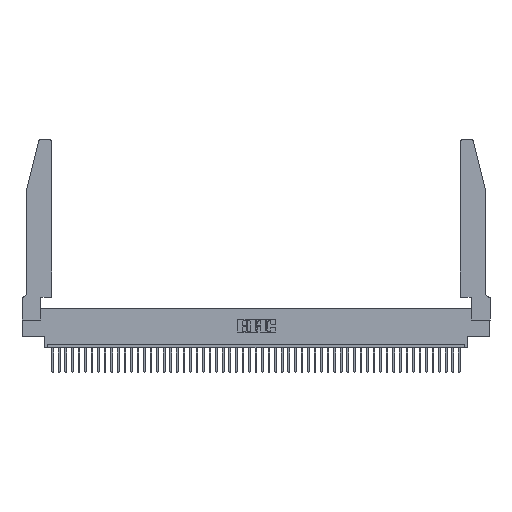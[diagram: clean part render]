
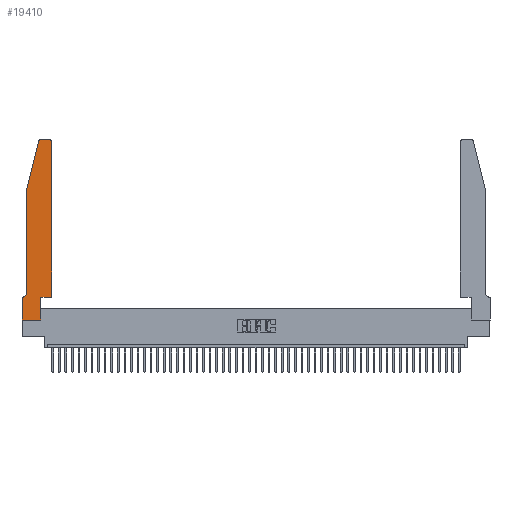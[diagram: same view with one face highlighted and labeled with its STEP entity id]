
A CAD part, top view. The second image highlights one B-rep face of the part: STEP entity #19410.
In plain terms, the highlighted planar face has unit normal (0, 0, 1).
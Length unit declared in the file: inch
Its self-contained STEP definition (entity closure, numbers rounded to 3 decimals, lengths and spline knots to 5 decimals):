
#555 = VECTOR ( 'NONE', #47744, 39.37008 ) ;
#2053 = VECTOR ( 'NONE', #29163, 39.37008 ) ;
#2185 = EDGE_CURVE ( 'NONE', #48696, #49291, #27155, .T. ) ;
#2915 = ORIENTED_EDGE ( 'NONE', *, *, #47116, .T. ) ;
#3288 = CARTESIAN_POINT ( 'NONE',  ( 0.284, 2.75, 0.37 ) ) ;
#3363 = DIRECTION ( 'NONE',  ( -1., 0., 0. ) ) ;
#3801 = VECTOR ( 'NONE', #47121, 39.37008 ) ;
#3853 = EDGE_CURVE ( 'NONE', #19703, #15722, #4276, .T. ) ;
#4276 = LINE ( 'NONE', #32540, #9051 ) ;
#4469 = ORIENTED_EDGE ( 'NONE', *, *, #36036, .T. ) ;
#5188 = CARTESIAN_POINT ( 'NONE',  ( 0.2865, 0., 0.37 ) ) ;
#5431 = CIRCLE ( 'NONE', #32281, 0.07 ) ;
#7073 = CARTESIAN_POINT ( 'NONE',  ( 0.25487, 2.72718, 0.37 ) ) ;
#7879 = AXIS2_PLACEMENT_3D ( 'NONE', #25379, #29861, #36897 ) ;
#7892 = EDGE_CURVE ( 'NONE', #9006, #10822, #5431, .T. ) ;
#8070 = CARTESIAN_POINT ( 'NONE',  ( 0., 0., 0.37 ) ) ;
#9006 = VERTEX_POINT ( 'NONE', #30152 ) ;
#9051 = VECTOR ( 'NONE', #28828, 39.37008 ) ;
#10199 = DIRECTION ( 'NONE',  ( -0.239, -0.971, 0. ) ) ;
#10311 = DIRECTION ( 'NONE',  ( 0., 0., 1. ) ) ;
#10677 = DIRECTION ( 'NONE',  ( 0., -1., 0. ) ) ;
#10798 = LINE ( 'NONE', #43759, #555 ) ;
#10822 = VERTEX_POINT ( 'NONE', #27263 ) ;
#11485 = CIRCLE ( 'NONE', #12564, 0.03 ) ;
#12436 = CARTESIAN_POINT ( 'NONE',  ( 0.2605, 2.75, 0.37 ) ) ;
#12564 = AXIS2_PLACEMENT_3D ( 'NONE', #44432, #37214, #47912 ) ;
#12859 = VECTOR ( 'NONE', #10199, 39.37008 ) ;
#13737 = VERTEX_POINT ( 'NONE', #24546 ) ;
#13863 = CARTESIAN_POINT ( 'NONE',  ( 0.0755, 2., 0.37 ) ) ;
#13882 = CARTESIAN_POINT ( 'NONE',  ( 0.0755, 2., 0.37 ) ) ;
#13926 = LINE ( 'NONE', #8070, #3801 ) ;
#14303 = DIRECTION ( 'NONE',  ( -1., 0., 0. ) ) ;
#14561 = CARTESIAN_POINT ( 'NONE',  ( 0., 0., 0.37 ) ) ;
#14626 = EDGE_CURVE ( 'NONE', #13737, #33842, #13926, .T. ) ;
#14648 = DIRECTION ( 'NONE',  ( 0., 0., -1. ) ) ;
#14726 = CARTESIAN_POINT ( 'NONE',  ( 0.4505, 0.35, 0.37 ) ) ;
#15722 = VERTEX_POINT ( 'NONE', #16605 ) ;
#15805 = VECTOR ( 'NONE', #38838, 39.37008 ) ;
#16605 = CARTESIAN_POINT ( 'NONE',  ( 0.4505, 2.72, 0.37 ) ) ;
#17685 = LINE ( 'NONE', #13863, #12859 ) ;
#18184 = CARTESIAN_POINT ( 'NONE',  ( 0.4205, 2.72, 0.37 ) ) ;
#18388 = PLANE ( 'NONE',  #7879 ) ;
#19047 = EDGE_LOOP ( 'NONE', ( #26763, #37919, #28335, #44326, #21633, #2915, #31233, #4469, #26802, #41826, #48749, #27766 ) ) ;
#19410 = ADVANCED_FACE ( 'NONE', ( #28742 ), #18388, .T. ) ;
#19703 = VERTEX_POINT ( 'NONE', #14726 ) ;
#19768 = VECTOR ( 'NONE', #3363, 39.37008 ) ;
#21205 = CARTESIAN_POINT ( 'NONE',  ( 0.2865, 0.35, 0.37 ) ) ;
#21458 = DIRECTION ( 'NONE',  ( 1., 0., 0. ) ) ;
#21530 = CARTESIAN_POINT ( 'NONE',  ( 0.0055, 0.42, 0.37 ) ) ;
#21633 = ORIENTED_EDGE ( 'NONE', *, *, #7892, .T. ) ;
#24121 = VERTEX_POINT ( 'NONE', #3288 ) ;
#24546 = CARTESIAN_POINT ( 'NONE',  ( 0., 0.35, 0.37 ) ) ;
#25379 = CARTESIAN_POINT ( 'NONE',  ( 0., 0.35, 0.37 ) ) ;
#26763 = ORIENTED_EDGE ( 'NONE', *, *, #45550, .T. ) ;
#26802 = ORIENTED_EDGE ( 'NONE', *, *, #2185, .T. ) ;
#27155 = LINE ( 'NONE', #21205, #2053 ) ;
#27263 = CARTESIAN_POINT ( 'NONE',  ( 0.0055, 0.35, 0.37 ) ) ;
#27766 = ORIENTED_EDGE ( 'NONE', *, *, #28554, .T. ) ;
#28335 = ORIENTED_EDGE ( 'NONE', *, *, #37799, .T. ) ;
#28554 = EDGE_CURVE ( 'NONE', #15722, #38381, #29516, .T. ) ;
#28742 = FACE_OUTER_BOUND ( 'NONE', #19047, .T. ) ;
#28828 = DIRECTION ( 'NONE',  ( 0., 1., 0. ) ) ;
#29163 = DIRECTION ( 'NONE',  ( 0., 1., 0. ) ) ;
#29516 = CIRCLE ( 'NONE', #45588, 0.03 ) ;
#29852 = CARTESIAN_POINT ( 'NONE',  ( 0.0755, 2., 0.37 ) ) ;
#29861 = DIRECTION ( 'NONE',  ( 0., 0., 1. ) ) ;
#29968 = LINE ( 'NONE', #41131, #19768 ) ;
#30152 = CARTESIAN_POINT ( 'NONE',  ( 0.0755, 0.42, 0.37 ) ) ;
#31233 = ORIENTED_EDGE ( 'NONE', *, *, #14626, .T. ) ;
#31865 = EDGE_CURVE ( 'NONE', #49291, #19703, #33855, .T. ) ;
#32247 = VECTOR ( 'NONE', #10677, 39.37008 ) ;
#32281 = AXIS2_PLACEMENT_3D ( 'NONE', #21530, #14648, #14303 ) ;
#32540 = CARTESIAN_POINT ( 'NONE',  ( 0.4505, 0.35, 0.37 ) ) ;
#32788 = CARTESIAN_POINT ( 'NONE',  ( 0.4505, 0.35, 0.37 ) ) ;
#33672 = VERTEX_POINT ( 'NONE', #7073 ) ;
#33741 = LINE ( 'NONE', #12436, #15805 ) ;
#33842 = VERTEX_POINT ( 'NONE', #14561 ) ;
#33855 = LINE ( 'NONE', #32788, #41097 ) ;
#36036 = EDGE_CURVE ( 'NONE', #33842, #48696, #10798, .T. ) ;
#36897 = DIRECTION ( 'NONE',  ( 1., 0., 0. ) ) ;
#37112 = CARTESIAN_POINT ( 'NONE',  ( 0.2865, 0.35, 0.37 ) ) ;
#37214 = DIRECTION ( 'NONE',  ( 0., 0., 1. ) ) ;
#37799 = EDGE_CURVE ( 'NONE', #33672, #46943, #17685, .T. ) ;
#37919 = ORIENTED_EDGE ( 'NONE', *, *, #40875, .T. ) ;
#38381 = VERTEX_POINT ( 'NONE', #43559 ) ;
#38838 = DIRECTION ( 'NONE',  ( -1., 0., 0. ) ) ;
#40875 = EDGE_CURVE ( 'NONE', #24121, #33672, #11485, .T. ) ;
#41097 = VECTOR ( 'NONE', #21458, 39.37008 ) ;
#41131 = CARTESIAN_POINT ( 'NONE',  ( 0.0755, 0.35, 0.37 ) ) ;
#41826 = ORIENTED_EDGE ( 'NONE', *, *, #31865, .T. ) ;
#43559 = CARTESIAN_POINT ( 'NONE',  ( 0.4205, 2.75, 0.37 ) ) ;
#43759 = CARTESIAN_POINT ( 'NONE',  ( 0., 0., 0.37 ) ) ;
#44326 = ORIENTED_EDGE ( 'NONE', *, *, #47568, .T. ) ;
#44432 = CARTESIAN_POINT ( 'NONE',  ( 0.284, 2.72, 0.37 ) ) ;
#44858 = LINE ( 'NONE', #29852, #32247 ) ;
#45550 = EDGE_CURVE ( 'NONE', #38381, #24121, #33741, .T. ) ;
#45588 = AXIS2_PLACEMENT_3D ( 'NONE', #18184, #10311, #48914 ) ;
#46943 = VERTEX_POINT ( 'NONE', #13882 ) ;
#47116 = EDGE_CURVE ( 'NONE', #10822, #13737, #29968, .T. ) ;
#47121 = DIRECTION ( 'NONE',  ( 0., -1., 0. ) ) ;
#47568 = EDGE_CURVE ( 'NONE', #46943, #9006, #44858, .T. ) ;
#47744 = DIRECTION ( 'NONE',  ( 1., 0., 0. ) ) ;
#47912 = DIRECTION ( 'NONE',  ( 1., 0., 0. ) ) ;
#48696 = VERTEX_POINT ( 'NONE', #5188 ) ;
#48749 = ORIENTED_EDGE ( 'NONE', *, *, #3853, .T. ) ;
#48914 = DIRECTION ( 'NONE',  ( 1., 0., 0. ) ) ;
#49291 = VERTEX_POINT ( 'NONE', #37112 ) ;
